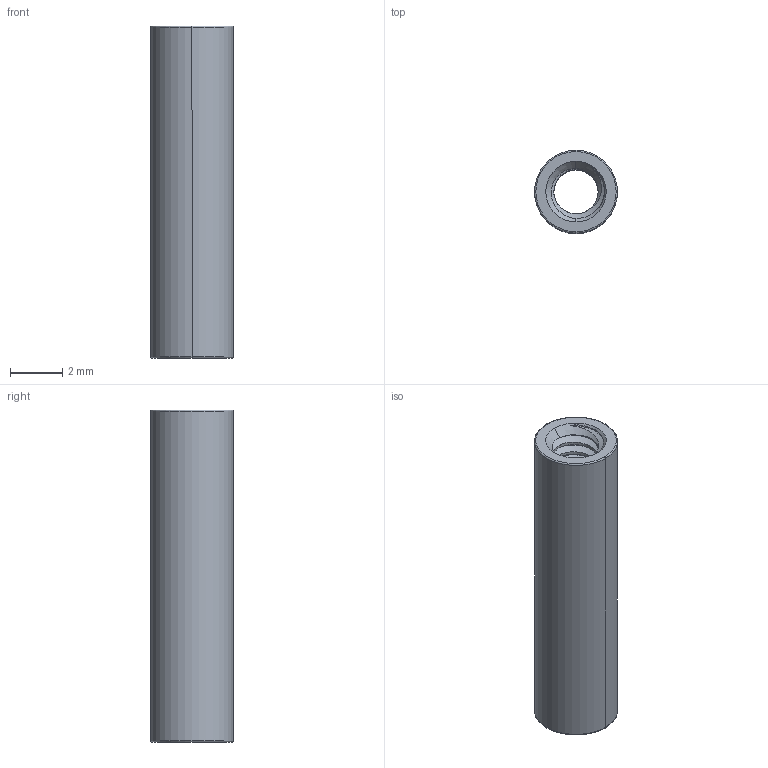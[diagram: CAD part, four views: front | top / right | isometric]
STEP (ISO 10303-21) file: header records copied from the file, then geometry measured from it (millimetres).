
FILE_DESCRIPTION(('FreeCAD Model'),'2;1');
FILE_NAME('001_STANDOFF_MASTER001.step', '2021-02-23T17:26:59',('kicad StepUp'),('ksu MCAD'), 'Open CASCADE STEP processor 7.3','FreeCAD','Unknown');
FILE_SCHEMA(('AUTOMOTIVE_DESIGN { 1 0 10303 214 1 1 1 1 }'));
Length unit declared in the file: millimetre
Products named in the file (1): 001_STANDOFF_MASTER001
Bounding box: 3.17 x 3.17 x 12.7 mm (x, y, z)
Volume: 63.4 mm3; surface area: 260.3 mm2
Topology: 1 solids, 1 shells, 88 faces, 234 edges, 148 vertices
Faces by surface type: cylinder 54, bspline 24, cone 4, torus 4, plane 2
Entity records: 9848 total; most frequent: CARTESIAN_POINT 7992, ORIENTED_EDGE 468, DIRECTION 237, EDGE_CURVE 234, VERTEX_POINT 148, B_SPLINE_CURVE_WITH_KNOTS 145, FACE_BOUND 90, EDGE_LOOP 90
